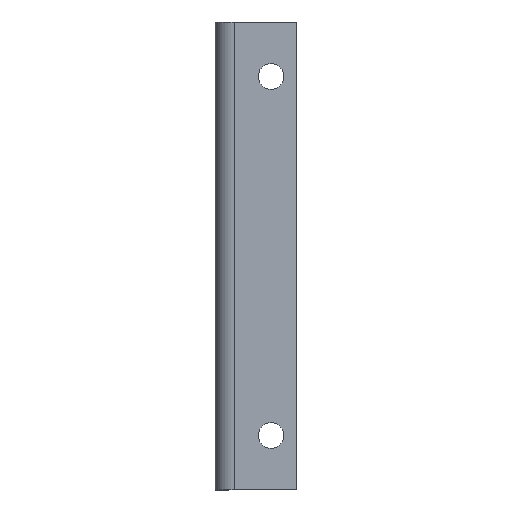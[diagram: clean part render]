
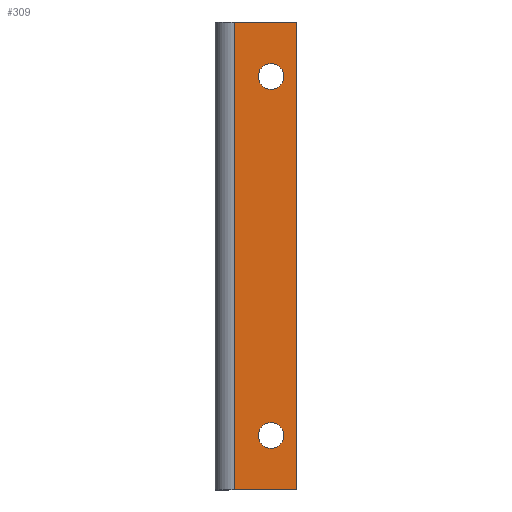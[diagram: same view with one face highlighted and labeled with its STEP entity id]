
A CAD part, top view. The second image highlights one B-rep face of the part: STEP entity #309.
In plain terms, the highlighted planar face has unit normal (0, 0, 1).
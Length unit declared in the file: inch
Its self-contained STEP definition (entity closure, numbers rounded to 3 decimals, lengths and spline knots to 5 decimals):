
#29=PLANE('',#347);
#35=LINE('',#469,#61);
#40=LINE('',#482,#66);
#47=LINE('',#500,#73);
#49=LINE('',#503,#75);
#61=VECTOR('',#383,0.3937);
#66=VECTOR('',#394,0.105);
#73=VECTOR('',#413,0.3937);
#75=VECTOR('',#417,0.3937);
#93=FACE_BOUND('',#135,.T.);
#94=FACE_BOUND('',#136,.T.);
#110=FACE_OUTER_BOUND('',#134,.T.);
#134=EDGE_LOOP('',(#258,#259,#260,#261));
#135=EDGE_LOOP('',(#262));
#136=EDGE_LOOP('',(#263));
#147=CIRCLE('',#325,0.11811);
#149=CIRCLE('',#328,0.11811);
#160=VERTEX_POINT('',#447);
#162=VERTEX_POINT('',#452);
#168=VERTEX_POINT('',#467);
#169=VERTEX_POINT('',#468);
#174=VERTEX_POINT('',#480);
#179=VERTEX_POINT('',#499);
#184=EDGE_CURVE('',#160,#160,#147,.T.);
#186=EDGE_CURVE('',#162,#162,#149,.T.);
#192=EDGE_CURVE('',#168,#169,#35,.T.);
#199=EDGE_CURVE('',#174,#169,#40,.T.);
#208=EDGE_CURVE('',#168,#179,#47,.T.);
#210=EDGE_CURVE('',#179,#174,#49,.T.);
#258=ORIENTED_EDGE('',*,*,#192,.T.);
#259=ORIENTED_EDGE('',*,*,#199,.F.);
#260=ORIENTED_EDGE('',*,*,#210,.F.);
#261=ORIENTED_EDGE('',*,*,#208,.F.);
#262=ORIENTED_EDGE('',*,*,#184,.T.);
#263=ORIENTED_EDGE('',*,*,#186,.T.);
#309=ADVANCED_FACE('',(#110,#93,#94),#29,.F.);
#325=AXIS2_PLACEMENT_3D('',#448,#359,#360);
#328=AXIS2_PLACEMENT_3D('',#453,#365,#366);
#347=AXIS2_PLACEMENT_3D('',#504,#418,#419);
#359=DIRECTION('center_axis',(0.,0.,
-1.));
#360=DIRECTION('ref_axis',(-1.,0.,0.));
#365=DIRECTION('center_axis',(0.,0.,
-1.));
#366=DIRECTION('ref_axis',(-1.,0.,0.));
#383=DIRECTION('',(0.,-1.,0.));
#394=DIRECTION('',(-1.,0.,0.));
#413=DIRECTION('',(1.,0.,0.));
#417=DIRECTION('',(0.,-1.,0.));
#418=DIRECTION('center_axis',(0.,0.,
-1.));
#419=DIRECTION('ref_axis',(-1.,0.,0.));
#447=CARTESIAN_POINT('',(0.63211,1.65,0.4375));
#448=CARTESIAN_POINT('Origin',(0.514,1.65,0.4375));
#452=CARTESIAN_POINT('',(0.63211,-1.65,0.4375));
#453=CARTESIAN_POINT('Origin',(0.514,-1.65,0.4375));
#467=CARTESIAN_POINT('',(0.175,2.15,0.4375));
#468=CARTESIAN_POINT('',(0.175,-2.15,0.4375));
#469=CARTESIAN_POINT('',(0.175,0.,0.4375));
#480=CARTESIAN_POINT('',(0.75,-2.15,0.4375));
#482=CARTESIAN_POINT('',(-0.15487,-2.15,0.4375));
#499=CARTESIAN_POINT('',(0.75,2.15,0.4375));
#500=CARTESIAN_POINT('',(0.175,2.15,0.4375));
#503=CARTESIAN_POINT('',(0.75,2.15,0.4375));
#504=CARTESIAN_POINT('Origin',(0.38003,0.,0.4375));
